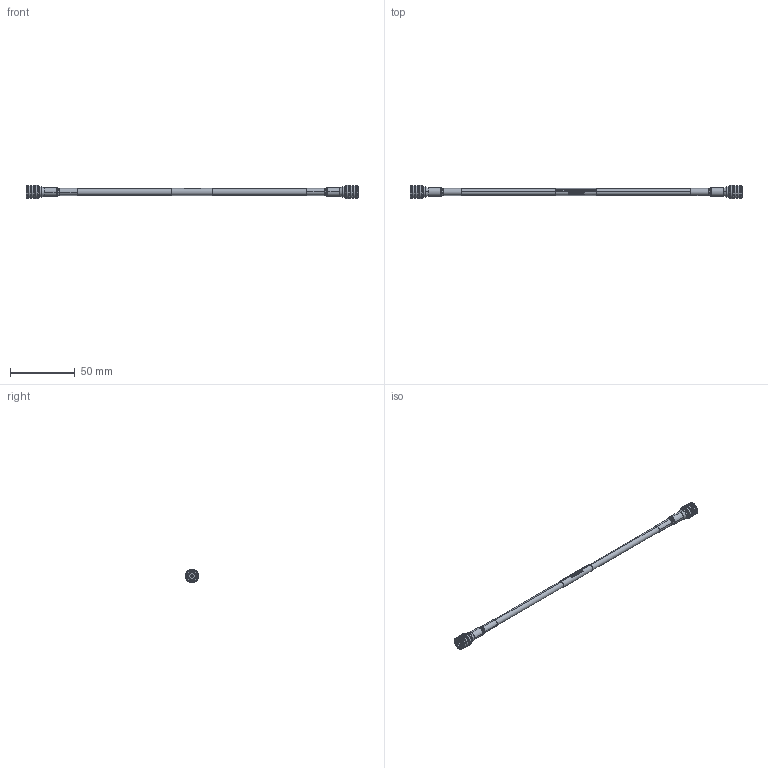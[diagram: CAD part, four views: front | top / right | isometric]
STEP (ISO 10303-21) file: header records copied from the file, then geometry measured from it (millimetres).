
FILE_DESCRIPTION (( 'STEP AP214' ), '1' );
FILE_NAME ('FMCA100271_3D.step', '2024-10-30T17:58:24', ( '' ), ( '' ), 'SwSTEP 2.0', 'SolidWorks 2022', '' );
FILE_SCHEMA (( 'AUTOMOTIVE_DESIGN' ));
Length unit declared in the file: inch
Products named in the file (4): FMCN1893^FMCA100271; FMCA100271_3D; LMR-195-UF^FMCA100271_FM; Heat Shrink^FMCA100271_Config 1
Assembly tree (5 placements, depth 2):
  FMCA100271_3D
    LMR-195-UF^FMCA100271_FM
    FMCN1893^FMCA100271  x2
    Heat Shrink^FMCA100271_Config 1  x2
Bounding box: 257.07 x 10.41 x 10.41 mm (x, y, z)
Volume: 6240 mm3; surface area: 8717.7 mm2
Topology: 7 solids, 7 shells, 830 faces, 2156 edges, 1386 vertices
Faces by surface type: plane 276, bspline 268, cylinder 168, cone 102, torus 16
Entity records: 28002 total; most frequent: CARTESIAN_POINT 13445, ORIENTED_EDGE 3536, DIRECTION 1965, EDGE_CURVE 1768, VERTEX_POINT 1153, B_SPLINE_CURVE_WITH_KNOTS 922, EDGE_LOOP 729, AXIS2_PLACEMENT_3D 711
